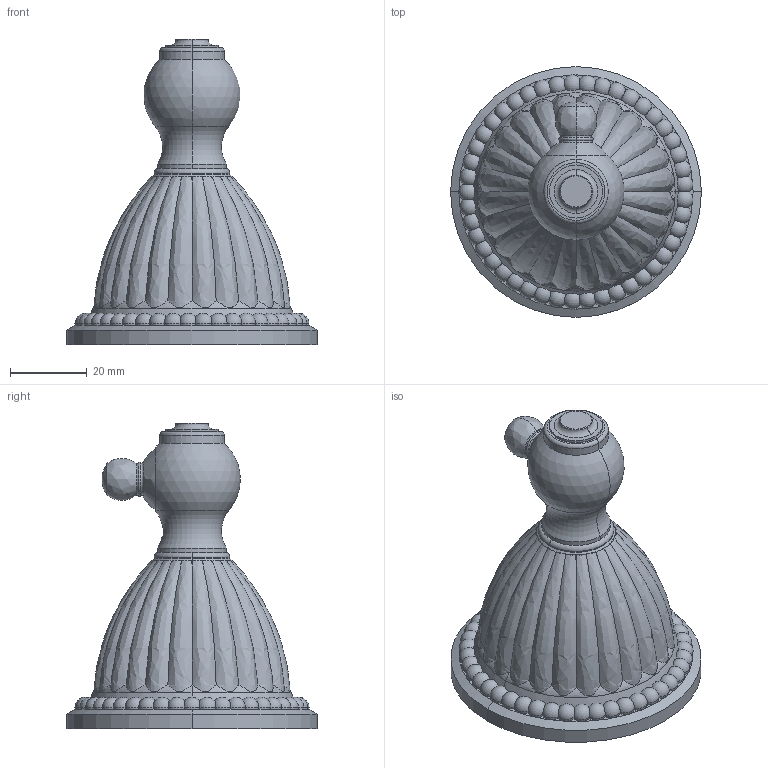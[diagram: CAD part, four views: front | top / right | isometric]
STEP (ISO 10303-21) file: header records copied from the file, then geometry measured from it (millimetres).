
FILE_DESCRIPTION((''),'2;1');
FILE_NAME('22-12_WEB','2010-08-19T',('ramkumar'),(''),'PRO/ENGINEER BY PARAMETRIC TECHNOLOGY CORPORATION, 2009300','PRO/ENGINEER BY PARAMETRIC TECHNOLOGY CORPORATION, 2009300','');
FILE_SCHEMA(('CONFIG_CONTROL_DESIGN'));
Length unit declared in the file: inch
Products named in the file (1): 22-12_WEB
Bounding box: 65.28 x 65.28 x 79.63 mm (x, y, z)
Surface area: 17713.6 mm2 (no closed solid volume)
Topology: 0 solids, 7 shells, 201 faces, 655 edges, 368 vertices
Faces by surface type: sphere 94, bspline 36, plane 31, cylinder 16, torus 16, cone 8
Entity records: 10364 total; most frequent: CARTESIAN_POINT 5697, ORIENTED_EDGE 1054, DIRECTION 838, EDGE_CURVE 563, AXIS2_PLACEMENT_3D 406, VERTEX_POINT 368, B_SPLINE_CURVE_WITH_KNOTS 296, CIRCLE 241
